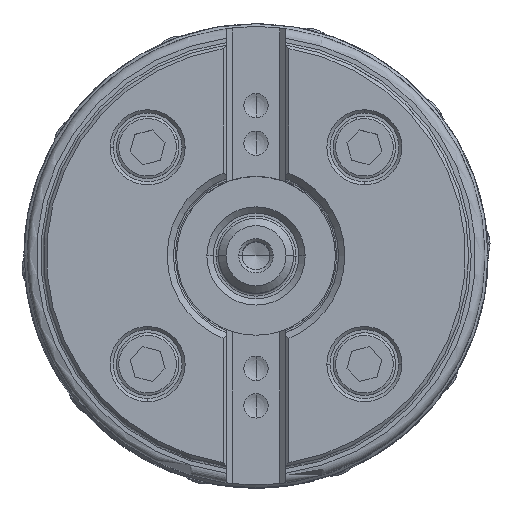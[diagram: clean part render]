
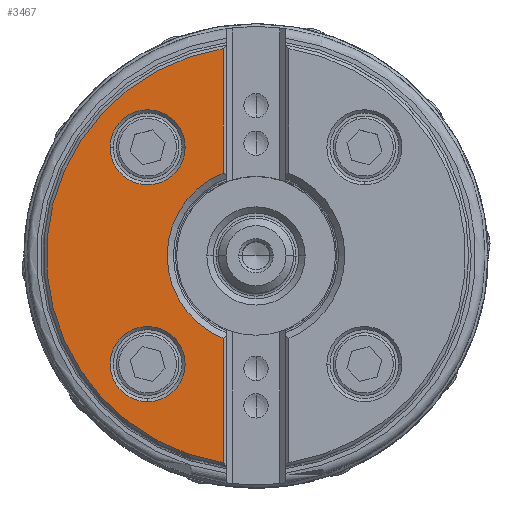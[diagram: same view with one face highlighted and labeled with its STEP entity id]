
A CAD part, top view. The second image highlights one B-rep face of the part: STEP entity #3467.
In plain terms, the highlighted planar face has unit normal (0, 0, 1).
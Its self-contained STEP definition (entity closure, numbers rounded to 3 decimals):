
#1625=PLANE('',#36059);
#2067=FACE_BOUND('',#8123,.T.);
#2068=FACE_BOUND('',#8124,.T.);
#2069=FACE_BOUND('',#8125,.T.);
#3467=ADVANCED_FACE('',(#2067,#2068,#2069),#1625,.T.);
#8123=EDGE_LOOP('',(#15597,#15598,#15599,#15600));
#8124=EDGE_LOOP('',(#15601,#15602));
#8125=EDGE_LOOP('',(#15603,#15604,#15605));
#10242=CIRCLE('',#36044,33.5);
#10246=CIRCLE('',#36052,14.2);
#10247=CIRCLE('',#36054,6.);
#10248=CIRCLE('',#36055,6.);
#10249=CIRCLE('',#36056,6.);
#10250=CIRCLE('',#36057,6.);
#10251=CIRCLE('',#36058,6.);
#15597=ORIENTED_EDGE('',*,*,#26484,.F.);
#15598=ORIENTED_EDGE('',*,*,#26481,.T.);
#15599=ORIENTED_EDGE('',*,*,#26465,.F.);
#15600=ORIENTED_EDGE('',*,*,#26463,.F.);
#15601=ORIENTED_EDGE('',*,*,#26485,.F.);
#15602=ORIENTED_EDGE('',*,*,#26486,.F.);
#15603=ORIENTED_EDGE('',*,*,#26487,.F.);
#15604=ORIENTED_EDGE('',*,*,#26488,.F.);
#15605=ORIENTED_EDGE('',*,*,#26489,.F.);
#22666=VERTEX_POINT('',#61739);
#22667=VERTEX_POINT('',#61741);
#22668=VERTEX_POINT('',#61750);
#22681=VERTEX_POINT('',#61835);
#22682=VERTEX_POINT('',#61847);
#22683=VERTEX_POINT('',#61848);
#22684=VERTEX_POINT('',#61851);
#22685=VERTEX_POINT('',#61852);
#22686=VERTEX_POINT('',#61854);
#26463=EDGE_CURVE('',#22666,#22667,#30055,.T.);
#26465=EDGE_CURVE('',#22667,#22668,#10242,.T.);
#26481=EDGE_CURVE('',#22681,#22668,#30064,.T.);
#26484=EDGE_CURVE('',#22681,#22666,#10246,.T.);
#26485=EDGE_CURVE('',#22682,#22683,#10247,.T.);
#26486=EDGE_CURVE('',#22683,#22682,#10248,.T.);
#26487=EDGE_CURVE('',#22684,#22685,#10249,.T.);
#26488=EDGE_CURVE('',#22686,#22684,#10250,.T.);
#26489=EDGE_CURVE('',#22685,#22686,#10251,.T.);
#30055=LINE('',#61740,#31963);
#30064=LINE('',#61834,#31972);
#31963=VECTOR('',#42477,1.);
#31972=VECTOR('',#42500,1.);
#36044=AXIS2_PLACEMENT_3D('',#61749,#42480,#42481);
#36052=AXIS2_PLACEMENT_3D('',#61844,#42505,#42506);
#36054=AXIS2_PLACEMENT_3D('',#61846,#42509,#42510);
#36055=AXIS2_PLACEMENT_3D('',#61849,#42511,#42512);
#36056=AXIS2_PLACEMENT_3D('',#61850,#42513,#42514);
#36057=AXIS2_PLACEMENT_3D('',#61853,#42515,#42516);
#36058=AXIS2_PLACEMENT_3D('',#61855,#42517,#42518);
#36059=AXIS2_PLACEMENT_3D('',#61856,#42519,#42520);
#42477=DIRECTION('',(0.,-1.,0.));
#42480=DIRECTION('',(0.,0.,-1.));
#42481=DIRECTION('',(-0.157,-0.988,0.));
#42500=DIRECTION('',(0.,1.,0.));
#42505=DIRECTION('',(0.,0.,1.));
#42506=DIRECTION('',(-0.371,0.929,0.));
#42509=DIRECTION('',(0.,0.,1.));
#42510=DIRECTION('',(0.,-1.,0.));
#42511=DIRECTION('',(0.,0.,1.));
#42512=DIRECTION('',(0.,1.,0.));
#42513=DIRECTION('',(0.,0.,1.));
#42514=DIRECTION('',(0.,-1.,0.));
#42515=DIRECTION('',(0.,0.,1.));
#42516=DIRECTION('',(-1.,0.,0.));
#42517=DIRECTION('',(0.,0.,1.));
#42518=DIRECTION('',(1.,0.,0.));
#42519=DIRECTION('',(0.,0.,1.));
#42520=DIRECTION('',(1.,0.,0.));
#61739=CARTESIAN_POINT('',(-5.263,-13.189,0.));
#61740=CARTESIAN_POINT('',(-5.263,-13.189,0.));
#61741=CARTESIAN_POINT('',(-5.263,-33.084,0.));
#61749=CARTESIAN_POINT('',(0.,0.,0.));
#61750=CARTESIAN_POINT('',(-5.263,33.084,0.));
#61834=CARTESIAN_POINT('',(-5.263,13.189,0.));
#61835=CARTESIAN_POINT('',(-5.262,13.189,0.));
#61844=CARTESIAN_POINT('',(0.,0.,0.));
#61846=CARTESIAN_POINT('',(-17.324,-17.324,0.));
#61847=CARTESIAN_POINT('',(-17.324,-23.324,0.));
#61848=CARTESIAN_POINT('',(-17.324,-11.324,0.));
#61849=CARTESIAN_POINT('',(-17.324,-17.324,0.));
#61850=CARTESIAN_POINT('',(-17.324,17.324,0.));
#61851=CARTESIAN_POINT('',(-17.324,11.324,0.));
#61852=CARTESIAN_POINT('',(-11.324,17.324,0.));
#61853=CARTESIAN_POINT('',(-17.324,17.324,0.));
#61854=CARTESIAN_POINT('',(-23.324,17.324,0.));
#61855=CARTESIAN_POINT('',(-17.324,17.324,0.));
#61856=CARTESIAN_POINT('',(-19.381,0.,0.));
